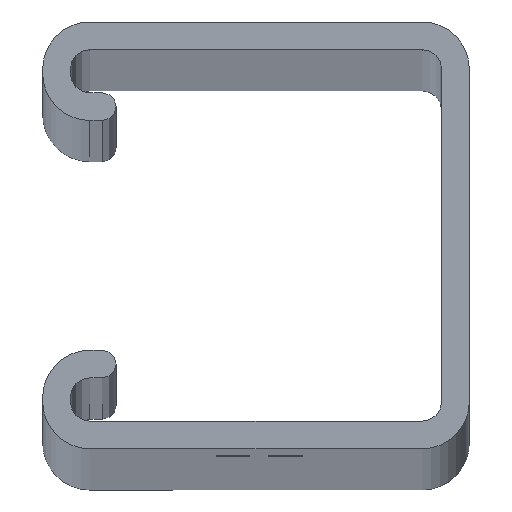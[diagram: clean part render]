
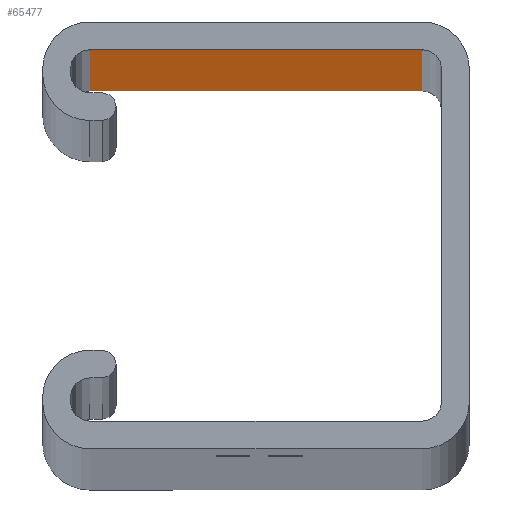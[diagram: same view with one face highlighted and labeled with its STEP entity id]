
A CAD part, top view. The second image highlights one B-rep face of the part: STEP entity #65477.
In plain terms, the highlighted planar face has unit normal (0, -1, 0).
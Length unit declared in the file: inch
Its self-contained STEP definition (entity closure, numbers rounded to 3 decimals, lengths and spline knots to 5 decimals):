
#69 = VERTEX_POINT ( 'NONE', #16612 ) ;
#351 = LINE ( 'NONE', #21541, #42450 ) ;
#3794 = VECTOR ( 'NONE', #64233, 39.37008 ) ;
#10528 = DIRECTION ( 'NONE',  ( 1., 0., 0. ) ) ;
#11169 = CARTESIAN_POINT ( 'NONE',  ( -0.18, 0.7075, -45. ) ) ;
#12251 = EDGE_CURVE ( 'Edge34', #30184, #14237, #50363, .T. ) ;
#12310 = ORIENTED_EDGE ( 'NONE', *, *, #24265, .T. ) ;
#12312 = EDGE_CURVE ( 'Edge3', #14237, #43963, #46197, .T. ) ;
#12526 = VECTOR ( 'NONE', #24023, 39.37008 ) ;
#14237 = VERTEX_POINT ( 'NONE', #46548 ) ;
#16612 = CARTESIAN_POINT ( 'NONE',  ( -0.18, 0.7075, -45. ) ) ;
#20942 = PLANE ( 'NONE',  #38342 ) ;
#21541 = CARTESIAN_POINT ( 'NONE',  ( -0.18, 0.7075, -45. ) ) ;
#23665 = DIRECTION ( 'NONE',  ( 1., 0., 0. ) ) ;
#23945 = ORIENTED_EDGE ( 'NONE', *, *, #12251, .F. ) ;
#23972 = EDGE_CURVE ( 'NONE', #30184, #69, #48304, .T. ) ;
#24023 = DIRECTION ( 'NONE',  ( 0., 0., 1. ) ) ;
#24265 = EDGE_CURVE ( 'NONE', #69, #43963, #351, .T. ) ;
#27112 = EDGE_LOOP ( 'NONE', ( #28498, #23945, #57361, #12310 ) ) ;
#28498 = ORIENTED_EDGE ( 'NONE', *, *, #12312, .F. ) ;
#28872 = CARTESIAN_POINT ( 'NONE',  ( -1.445, 0.7075, -45. ) ) ;
#30184 = VERTEX_POINT ( 'NONE', #32815 ) ;
#31708 = FACE_OUTER_BOUND ( 'NONE', #27112, .T. ) ;
#32815 = CARTESIAN_POINT ( 'NONE',  ( -1.445, 0.7075, -45. ) ) ;
#36881 = CARTESIAN_POINT ( 'NONE',  ( -0.18, 0.7075, -45. ) ) ;
#38342 = AXIS2_PLACEMENT_3D ( 'NONE', #36881, #58036, #10528 ) ;
#42450 = VECTOR ( 'NONE', #58946, 39.37008 ) ;
#43963 = VERTEX_POINT ( 'NONE', #56930 ) ;
#46197 = LINE ( 'NONE', #67347, #61301 ) ;
#46548 = CARTESIAN_POINT ( 'NONE',  ( -1.445, 0.7075, 45. ) ) ;
#48304 = LINE ( 'NONE', #11169, #3794 ) ;
#50363 = LINE ( 'NONE', #28872, #12526 ) ;
#56930 = CARTESIAN_POINT ( 'NONE',  ( -0.18, 0.7075, 45. ) ) ;
#57361 = ORIENTED_EDGE ( 'NONE', *, *, #23972, .T. ) ;
#58036 = DIRECTION ( 'NONE',  ( 0., -1., 0. ) ) ;
#58946 = DIRECTION ( 'NONE',  ( 0., 0., 1. ) ) ;
#61301 = VECTOR ( 'NONE', #23665, 39.37008 ) ;
#64233 = DIRECTION ( 'NONE',  ( 1., 0., 0. ) ) ;
#65477 = ADVANCED_FACE ( 'Face5', ( #31708 ), #20942, .T. ) ;
#67347 = CARTESIAN_POINT ( 'NONE',  ( -0.18, 0.7075, 45. ) ) ;
